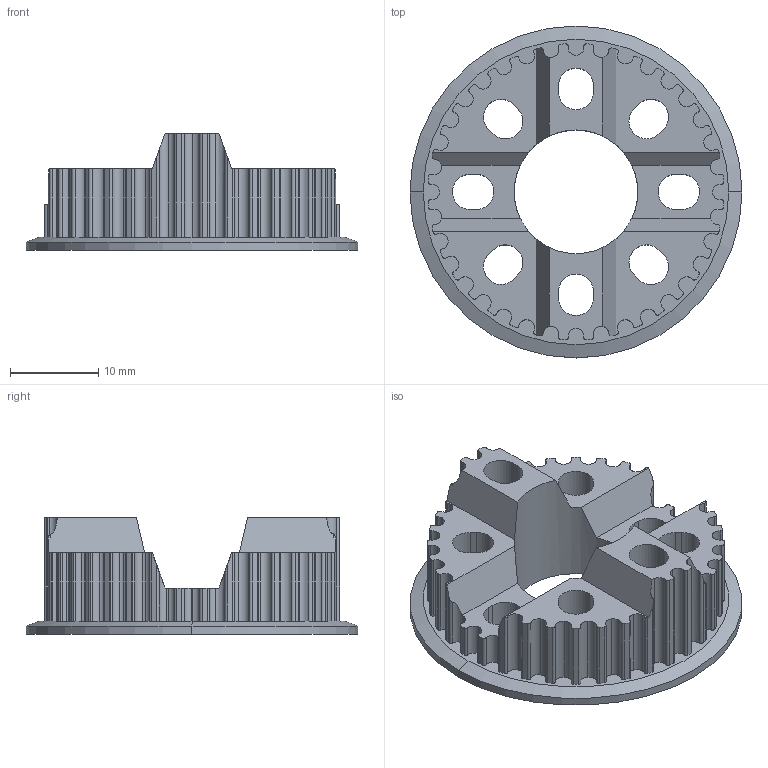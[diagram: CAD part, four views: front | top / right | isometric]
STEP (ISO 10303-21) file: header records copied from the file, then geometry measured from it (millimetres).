
FILE_DESCRIPTION (( 'STEP AP203' ), '1' );
FILE_NAME ('3402-0014-0036.STEP', '2017-09-28T20:14:07', ( '' ), ( '' ), 'SwSTEP 2.0', 'SolidWorks 2016', '' );
FILE_SCHEMA (( 'CONFIG_CONTROL_DESIGN' ));
Length unit declared in the file: millimetre
Products named in the file (1): 3402-0014-0036
Bounding box: 37.6 x 37.6 x 13.25 mm (x, y, z)
Volume: 5359.5 mm3; surface area: 4720.6 mm2
Topology: 1 solids, 1 shells, 282 faces, 838 edges, 558 vertices
Faces by surface type: cylinder 246, plane 34, cone 2
Entity records: 9851 total; most frequent: DIRECTION 1862, CARTESIAN_POINT 1781, ORIENTED_EDGE 1676, EDGE_CURVE 838, AXIS2_PLACEMENT_3D 775, VERTEX_POINT 558, CIRCLE 492, VECTOR 312
